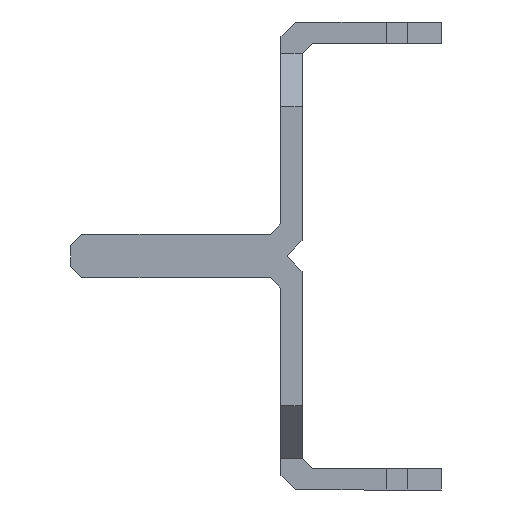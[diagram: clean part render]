
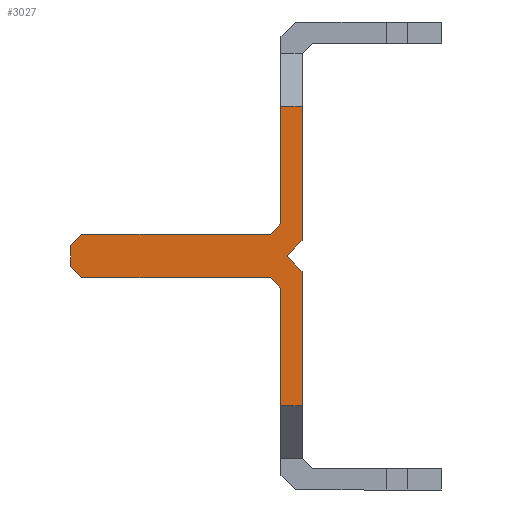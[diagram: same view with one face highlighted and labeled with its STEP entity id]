
A CAD part, left-side view. The second image highlights one B-rep face of the part: STEP entity #3027.
In plain terms, the highlighted planar face has unit normal (-1, 0, 0).
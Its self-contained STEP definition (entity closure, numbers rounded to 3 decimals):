
#17 = EDGE_CURVE ( 'NONE', #558, #1499, #2560, .T. ) ;
#52 = ORIENTED_EDGE ( 'NONE', *, *, #535, .T. ) ;
#77 = LINE ( 'NONE', #955, #2628 ) ;
#116 = DIRECTION ( 'NONE',  ( 0., 0., 1. ) ) ;
#184 = PLANE ( 'NONE',  #262 ) ;
#185 = ORIENTED_EDGE ( 'NONE', *, *, #2318, .F. ) ;
#192 = CARTESIAN_POINT ( 'NONE',  ( -275.5, -1.025, 2.1 ) ) ;
#222 = DIRECTION ( 'NONE',  ( 0., 0., -1. ) ) ;
#228 = VERTEX_POINT ( 'NONE', #2045 ) ;
#262 = AXIS2_PLACEMENT_3D ( 'NONE', #658, #1674, #2397 ) ;
#314 = LINE ( 'NONE', #610, #1747 ) ;
#322 = EDGE_CURVE ( 'NONE', #1099, #558, #2874, .T. ) ;
#346 = CARTESIAN_POINT ( 'NONE',  ( -275.5, 9.939, 2.1 ) ) ;
#353 = CARTESIAN_POINT ( 'NONE',  ( -275.5, -9.586, 0. ) ) ;
#368 = EDGE_CURVE ( 'NONE', #1676, #440, #913, .T. ) ;
#385 = CARTESIAN_POINT ( 'NONE',  ( -275.5, -9.586, 0. ) ) ;
#394 = LINE ( 'NONE', #1997, #2119 ) ;
#403 = CARTESIAN_POINT ( 'NONE',  ( -275.5, 11., -2. ) ) ;
#434 = LINE ( 'NONE', #2714, #2163 ) ;
#440 = VERTEX_POINT ( 'NONE', #533 ) ;
#482 = CARTESIAN_POINT ( 'NONE',  ( -275.5, -9.586, 0.1 ) ) ;
#533 = CARTESIAN_POINT ( 'NONE',  ( -275.5, -8., -2. ) ) ;
#535 = EDGE_CURVE ( 'NONE', #1874, #1214, #1321, .T. ) ;
#536 = VECTOR ( 'NONE', #2433, 1000. ) ;
#558 = VERTEX_POINT ( 'NONE', #353 ) ;
#610 = CARTESIAN_POINT ( 'NONE',  ( -275.5, -4.743, -4.743 ) ) ;
#658 = CARTESIAN_POINT ( 'NONE',  ( -275.5, -1.025, 2.1 ) ) ;
#701 = VECTOR ( 'NONE', #2140, 1000. ) ;
#707 = VECTOR ( 'NONE', #2346, 1000. ) ;
#828 = VERTEX_POINT ( 'NONE', #2701 ) ;
#834 = DIRECTION ( 'NONE',  ( 0., 0.707, -0.707 ) ) ;
#843 = CARTESIAN_POINT ( 'NONE',  ( -275.5, -11., -14.2 ) ) ;
#882 = DIRECTION ( 'NONE',  ( 0., -0.707, 0.707 ) ) ;
#900 = LINE ( 'NONE', #2948, #536 ) ;
#903 = CARTESIAN_POINT ( 'NONE',  ( -275.5, 11., -0.939 ) ) ;
#913 = LINE ( 'NONE', #403, #987 ) ;
#934 = DIRECTION ( 'NONE',  ( 0., 0.707, 0.707 ) ) ;
#955 = CARTESIAN_POINT ( 'NONE',  ( -275.5, -9., 2.1 ) ) ;
#976 = VECTOR ( 'NONE', #999, 1000. ) ;
#987 = VECTOR ( 'NONE', #1434, 1000. ) ;
#999 = DIRECTION ( 'NONE',  ( 0., -0.707, -0.707 ) ) ;
#1041 = VECTOR ( 'NONE', #2515, 1000. ) ;
#1063 = ORIENTED_EDGE ( 'NONE', *, *, #1371, .T. ) ;
#1099 = VERTEX_POINT ( 'NONE', #1810 ) ;
#1106 = ORIENTED_EDGE ( 'NONE', *, *, #368, .T. ) ;
#1127 = LINE ( 'NONE', #2124, #3110 ) ;
#1129 = CARTESIAN_POINT ( 'NONE',  ( -275.5, -9., -3. ) ) ;
#1140 = EDGE_CURVE ( 'NONE', #2990, #1802, #2400, .T. ) ;
#1214 = VERTEX_POINT ( 'NONE', #2113 ) ;
#1227 = FACE_OUTER_BOUND ( 'NONE', #1422, .T. ) ;
#1253 = CARTESIAN_POINT ( 'NONE',  ( -275.5, -11., 14.3 ) ) ;
#1258 = CARTESIAN_POINT ( 'NONE',  ( -275.5, -11., 14.3 ) ) ;
#1262 = VERTEX_POINT ( 'NONE', #903 ) ;
#1276 = LINE ( 'NONE', #1834, #2662 ) ;
#1278 = CARTESIAN_POINT ( 'NONE',  ( -275.5, -9., 14.3 ) ) ;
#1295 = DIRECTION ( 'NONE',  ( 0., -1., 0. ) ) ;
#1296 = ORIENTED_EDGE ( 'NONE', *, *, #2406, .T. ) ;
#1321 = LINE ( 'NONE', #1372, #2554 ) ;
#1361 = ORIENTED_EDGE ( 'NONE', *, *, #1140, .T. ) ;
#1371 = EDGE_CURVE ( 'NONE', #2638, #1874, #3026, .T. ) ;
#1372 = CARTESIAN_POINT ( 'NONE',  ( -275.5, 6.02, 6.02 ) ) ;
#1403 = ORIENTED_EDGE ( 'NONE', *, *, #322, .T. ) ;
#1422 = EDGE_LOOP ( 'NONE', ( #2020, #1106, #2203, #185, #1361, #1642, #1403, #2617, #1296, #1641, #1762, #2157, #1456, #1063, #52, #1679 ) ) ;
#1434 = DIRECTION ( 'NONE',  ( 0., -1., 0. ) ) ;
#1446 = CARTESIAN_POINT ( 'NONE',  ( -275.5, -11., -2. ) ) ;
#1456 = ORIENTED_EDGE ( 'NONE', *, *, #1650, .T. ) ;
#1483 = EDGE_CURVE ( 'NONE', #1262, #1676, #900, .T. ) ;
#1499 = VERTEX_POINT ( 'NONE', #482 ) ;
#1641 = ORIENTED_EDGE ( 'NONE', *, *, #2297, .F. ) ;
#1642 = ORIENTED_EDGE ( 'NONE', *, *, #2709, .T. ) ;
#1650 = EDGE_CURVE ( 'NONE', #228, #2638, #434, .T. ) ;
#1673 = DIRECTION ( 'NONE',  ( 0., 0., -1. ) ) ;
#1674 = DIRECTION ( 'NONE',  ( 1., 0., 0. ) ) ;
#1676 = VERTEX_POINT ( 'NONE', #3006 ) ;
#1679 = ORIENTED_EDGE ( 'NONE', *, *, #1991, .T. ) ;
#1686 = VERTEX_POINT ( 'NONE', #1253 ) ;
#1733 = VERTEX_POINT ( 'NONE', #1278 ) ;
#1747 = VECTOR ( 'NONE', #882, 1000. ) ;
#1750 = VECTOR ( 'NONE', #1295, 1000. ) ;
#1762 = ORIENTED_EDGE ( 'NONE', *, *, #3225, .T. ) ;
#1802 = VERTEX_POINT ( 'NONE', #2572 ) ;
#1810 = CARTESIAN_POINT ( 'NONE',  ( -275.5, -11., -1.414 ) ) ;
#1834 = CARTESIAN_POINT ( 'NONE',  ( -275.5, -9., 0. ) ) ;
#1874 = VERTEX_POINT ( 'NONE', #346 ) ;
#1914 = CARTESIAN_POINT ( 'NONE',  ( -275.5, -9., -14.2 ) ) ;
#1940 = CARTESIAN_POINT ( 'NONE',  ( -275.5, -8., 2.1 ) ) ;
#1991 = EDGE_CURVE ( 'NONE', #1214, #1262, #1127, .T. ) ;
#1997 = CARTESIAN_POINT ( 'NONE',  ( -275.5, -11., 0. ) ) ;
#2020 = ORIENTED_EDGE ( 'NONE', *, *, #1483, .T. ) ;
#2045 = CARTESIAN_POINT ( 'NONE',  ( -275.5, -9., 3.1 ) ) ;
#2068 = EDGE_CURVE ( 'NONE', #1733, #228, #77, .T. ) ;
#2113 = CARTESIAN_POINT ( 'NONE',  ( -275.5, 11., 1.039 ) ) ;
#2119 = VECTOR ( 'NONE', #3108, 1000. ) ;
#2124 = CARTESIAN_POINT ( 'NONE',  ( -275.5, 11., 0. ) ) ;
#2140 = DIRECTION ( 'NONE',  ( 0., 1., 0. ) ) ;
#2157 = ORIENTED_EDGE ( 'NONE', *, *, #2068, .T. ) ;
#2163 = VECTOR ( 'NONE', #2248, 1000. ) ;
#2203 = ORIENTED_EDGE ( 'NONE', *, *, #2257, .T. ) ;
#2220 = CARTESIAN_POINT ( 'NONE',  ( -275.5, -3., 3. ) ) ;
#2248 = DIRECTION ( 'NONE',  ( 0., 0.707, -0.707 ) ) ;
#2257 = EDGE_CURVE ( 'NONE', #440, #2934, #2781, .T. ) ;
#2297 = EDGE_CURVE ( 'NONE', #1686, #828, #394, .T. ) ;
#2318 = EDGE_CURVE ( 'NONE', #2990, #2934, #1276, .T. ) ;
#2346 = DIRECTION ( 'NONE',  ( 0., 0., 1. ) ) ;
#2379 = CARTESIAN_POINT ( 'NONE',  ( -275.5, -4.793, 4.793 ) ) ;
#2397 = DIRECTION ( 'NONE',  ( 0., 1., 0. ) ) ;
#2400 = LINE ( 'NONE', #843, #1750 ) ;
#2406 = EDGE_CURVE ( 'NONE', #1499, #828, #314, .T. ) ;
#2433 = DIRECTION ( 'NONE',  ( 0., -0.707, -0.707 ) ) ;
#2448 = DIRECTION ( 'NONE',  ( 0., 0., 1. ) ) ;
#2515 = DIRECTION ( 'NONE',  ( 0., 1., 0. ) ) ;
#2554 = VECTOR ( 'NONE', #834, 1000. ) ;
#2558 = VECTOR ( 'NONE', #934, 1000. ) ;
#2560 = LINE ( 'NONE', #385, #707 ) ;
#2572 = CARTESIAN_POINT ( 'NONE',  ( -275.5, -11., -14.2 ) ) ;
#2617 = ORIENTED_EDGE ( 'NONE', *, *, #17, .T. ) ;
#2622 = LINE ( 'NONE', #1446, #2735 ) ;
#2628 = VECTOR ( 'NONE', #222, 1000. ) ;
#2638 = VERTEX_POINT ( 'NONE', #1940 ) ;
#2662 = VECTOR ( 'NONE', #116, 1000. ) ;
#2701 = CARTESIAN_POINT ( 'NONE',  ( -275.5, -11., 1.514 ) ) ;
#2709 = EDGE_CURVE ( 'NONE', #1802, #1099, #2622, .T. ) ;
#2714 = CARTESIAN_POINT ( 'NONE',  ( -275.5, -2.95, -2.95 ) ) ;
#2735 = VECTOR ( 'NONE', #2448, 1000. ) ;
#2781 = LINE ( 'NONE', #2220, #976 ) ;
#2874 = LINE ( 'NONE', #2379, #2558 ) ;
#2934 = VERTEX_POINT ( 'NONE', #1129 ) ;
#2948 = CARTESIAN_POINT ( 'NONE',  ( -275.5, 5.97, -5.97 ) ) ;
#2990 = VERTEX_POINT ( 'NONE', #1914 ) ;
#3006 = CARTESIAN_POINT ( 'NONE',  ( -275.5, 9.939, -2. ) ) ;
#3026 = LINE ( 'NONE', #192, #701 ) ;
#3027 = ADVANCED_FACE ( 'NONE', ( #1227 ), #184, .F. ) ;
#3108 = DIRECTION ( 'NONE',  ( 0., 0., -1. ) ) ;
#3110 = VECTOR ( 'NONE', #1673, 1000. ) ;
#3169 = LINE ( 'NONE', #1258, #1041 ) ;
#3225 = EDGE_CURVE ( 'NONE', #1686, #1733, #3169, .T. ) ;
